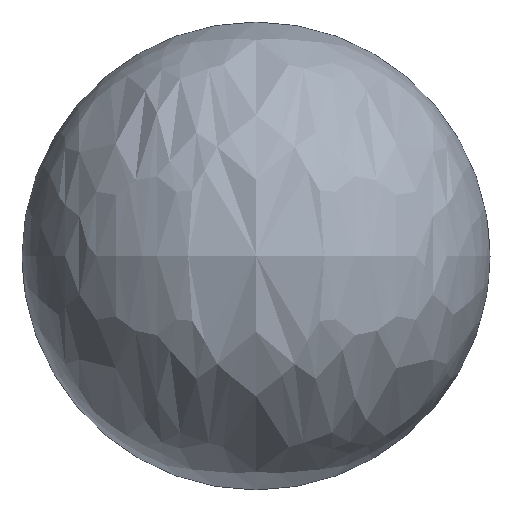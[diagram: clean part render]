
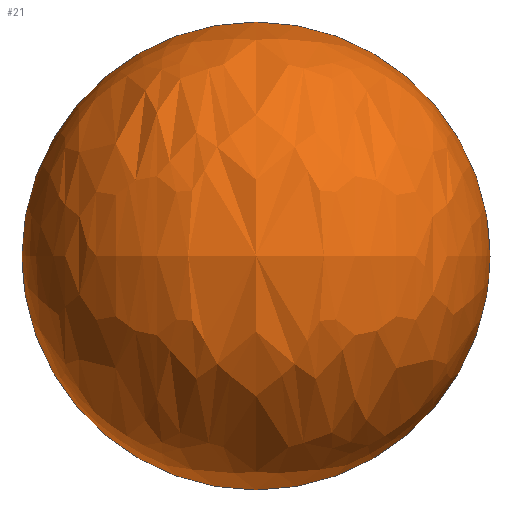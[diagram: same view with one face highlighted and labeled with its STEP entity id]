
A CAD part, top view. The second image highlights one B-rep face of the part: STEP entity #21.
In plain terms, the highlighted free-form (B-spline) face has degree [3, 3] with [4, 4] control points.
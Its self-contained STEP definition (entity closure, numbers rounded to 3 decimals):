
#7 = CARTESIAN_POINT ( 'NONE',  ( 20., -40., 80. ) ) ;
#10 = CARTESIAN_POINT ( 'NONE',  ( -20., 0., 0. ) ) ;
#14 = FACE_OUTER_BOUND ( 'NONE', #76, .T. ) ;
#16 = AXIS2_PLACEMENT_3D ( 'NONE', #31, #106, #138 ) ;
#18 = EDGE_CURVE ( 'NONE', #91, #112, #30, .T. ) ;
#21 = ADVANCED_FACE ( 'NONE', ( #14 ), #131, .T. ) ;
#23 = EDGE_CURVE ( 'NONE', #91, #112, #36, .T. ) ;
#28 = CARTESIAN_POINT ( 'NONE',  ( -20., 0., 0. ) ) ;
#30 = CIRCLE ( 'NONE', #16, 20. ) ;
#31 = CARTESIAN_POINT ( 'NONE',  ( 0., 0., 0. ) ) ;
#32 = DIRECTION ( 'NONE',  ( 0., 0., -1. ) ) ;
#36 = CIRCLE ( 'NONE', #83, 20. ) ;
#38 = CARTESIAN_POINT ( 'NONE',  ( 20., 40., 0. ) ) ;
#43 = CARTESIAN_POINT ( 'NONE',  ( 20., 0., 0. ) ) ;
#50 = CARTESIAN_POINT ( 'NONE',  ( -20., -40., 80. ) ) ;
#53 = CARTESIAN_POINT ( 'NONE',  ( -20., 40., 80. ) ) ;
#66 = CARTESIAN_POINT ( 'NONE',  ( -20., 0., 0. ) ) ;
#67 = CARTESIAN_POINT ( 'NONE',  ( -20., 0., 0. ) ) ;
#68 = CARTESIAN_POINT ( 'NONE',  ( 20., 0., 0. ) ) ;
#76 = EDGE_LOOP ( 'NONE', ( #129, #120 ) ) ;
#80 = CARTESIAN_POINT ( 'NONE',  ( -20., 0., 0. ) ) ;
#83 = AXIS2_PLACEMENT_3D ( 'NONE', #92, #32, #135 ) ;
#90 = CARTESIAN_POINT ( 'NONE',  ( 20., 0., 0. ) ) ;
#91 = VERTEX_POINT ( 'NONE', #121 ) ;
#92 = CARTESIAN_POINT ( 'NONE',  ( 0., 0., 0. ) ) ;
#106 = DIRECTION ( 'NONE',  ( 0., 0., 1. ) ) ;
#112 = VERTEX_POINT ( 'NONE', #28 ) ;
#115 = CARTESIAN_POINT ( 'NONE',  ( 20., 40., 80. ) ) ;
#116 = CARTESIAN_POINT ( 'NONE',  ( 20., -40., 0. ) ) ;
#120 = ORIENTED_EDGE ( 'NONE', *, *, #18, .T. ) ;
#121 = CARTESIAN_POINT ( 'NONE',  ( 20., 0., 0. ) ) ;
#126 = CARTESIAN_POINT ( 'NONE',  ( 20., 0., 0. ) ) ;
#129 = ORIENTED_EDGE ( 'NONE', *, *, #23, .F. ) ;
#131 =( BOUNDED_SURFACE ( )  B_SPLINE_SURFACE ( 3, 3, ( 
 ( #90, #126, #68, #43 ),
 ( #38, #115, #7, #116 ),
 ( #139, #53, #50, #137 ),
 ( #67, #10, #80, #66 ) ),
 .UNSPECIFIED., .F., .F., .F. ) 
 B_SPLINE_SURFACE_WITH_KNOTS ( ( 4, 4 ),
 ( 4, 4 ),
 ( 0., 1. ),
 ( 0., 1. ),
 .UNSPECIFIED. ) 
 GEOMETRIC_REPRESENTATION_ITEM ( )  RATIONAL_B_SPLINE_SURFACE ( (
 ( 1., 0.333, 0.333, 1.),
 ( 0.333, 0.111, 0.111, 0.333),
 ( 0.333, 0.111, 0.111, 0.333),
 ( 1., 0.333, 0.333, 1.) ) ) 
 REPRESENTATION_ITEM ( '' )  SURFACE ( )  );
#135 = DIRECTION ( 'NONE',  ( 1., 0., 0. ) ) ;
#137 = CARTESIAN_POINT ( 'NONE',  ( -20., -40., 0. ) ) ;
#138 = DIRECTION ( 'NONE',  ( 1., 0., 0. ) ) ;
#139 = CARTESIAN_POINT ( 'NONE',  ( -20., 40., 0. ) ) ;
